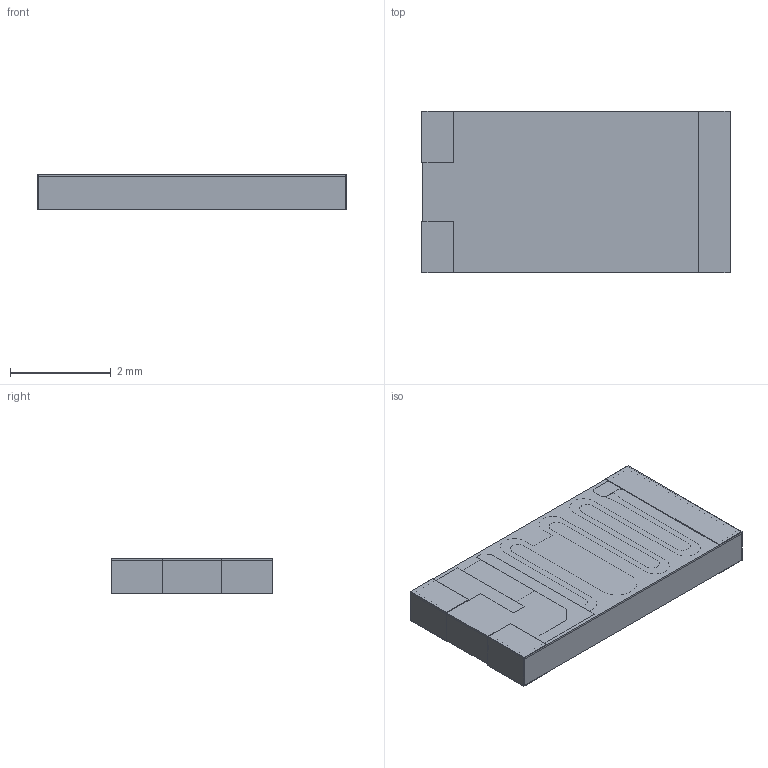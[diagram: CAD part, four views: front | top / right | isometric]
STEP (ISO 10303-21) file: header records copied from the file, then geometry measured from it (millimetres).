
FILE_DESCRIPTION (( 'STEP AP214' ), '1' );
FILE_NAME ('CDMV2512.STEP', '2019-07-25T19:40:51', ( '' ), ( '' ), 'SwSTEP 2.0', 'SolidWorks 2018', '' );
FILE_SCHEMA (( 'AUTOMOTIVE_DESIGN' ));
Length unit declared in the file: inch
Products named in the file (1): CDMV2512
Bounding box: 6.12 x 3.2 x 0.7 mm (x, y, z)
Volume: 13.6 mm3; surface area: 112.9 mm2
Topology: 5 solids, 5 shells, 111 faces, 300 edges, 200 vertices
Faces by surface type: plane 98, cylinder 13
Entity records: 4889 total; most frequent: CARTESIAN_POINT 612, ORIENTED_EDGE 600, DIRECTION 550, EDGE_CURVE 300, VECTOR 274, LINE 274, VERTEX_POINT 200, AXIS2_PLACEMENT_3D 138
